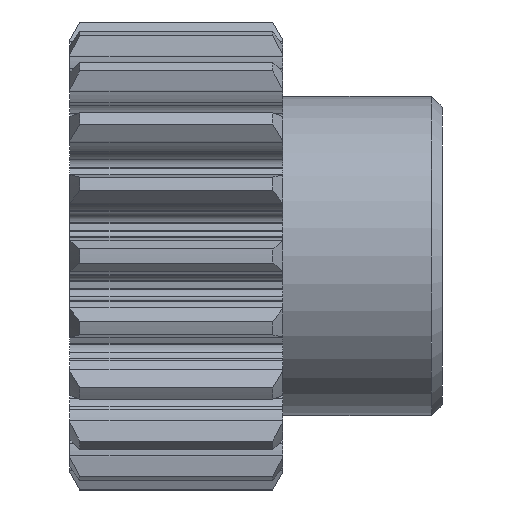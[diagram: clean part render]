
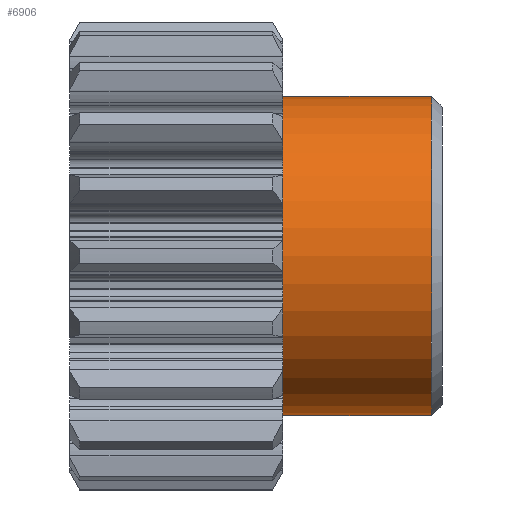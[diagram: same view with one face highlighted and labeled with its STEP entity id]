
A CAD part, front view. The second image highlights one B-rep face of the part: STEP entity #6906.
In plain terms, the highlighted cylindrical face has radius 15 mm (diameter 30 mm), a partial arc.
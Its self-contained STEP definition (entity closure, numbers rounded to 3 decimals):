
#4258=CARTESIAN_POINT('',(20.,0.,15.));
#4259=VERTEX_POINT('',#4258);
#4260=CARTESIAN_POINT('',(20.,-0.,-15.));
#4261=VERTEX_POINT('',#4260);
#4262=CARTESIAN_POINT('',(20.,0.,0.));
#4263=DIRECTION('',(1.,0.,0.));
#4264=DIRECTION('',(0.,0.,-1.));
#4265=AXIS2_PLACEMENT_3D('',#4262,#4263,#4264);
#4266=CIRCLE('',#4265,15.);
#4267=EDGE_CURVE('',#4259,#4261,#4266,.T.);
#6875=CARTESIAN_POINT('',(35.,0.,0.));
#6876=DIRECTION('',(1.,0.,0.));
#6877=DIRECTION('',(0.,0.,-1.));
#6878=AXIS2_PLACEMENT_3D('',#6875,#6876,#6877);
#6879=CYLINDRICAL_SURFACE('',#6878,15.);
#6880=CARTESIAN_POINT('',(34.,0.,15.));
#6881=VERTEX_POINT('',#6880);
#6882=CARTESIAN_POINT('',(34.,0.,15.));
#6883=DIRECTION('',(-1.,-0.,0.));
#6884=VECTOR('',#6883,14.);
#6885=LINE('',#6882,#6884);
#6886=EDGE_CURVE('',#6881,#4259,#6885,.T.);
#6887=ORIENTED_EDGE('',*,*,#6886,.T.);
#6888=ORIENTED_EDGE('',*,*,#4267,.T.);
#6889=CARTESIAN_POINT('',(34.,-0.,-15.));
#6890=VERTEX_POINT('',#6889);
#6891=CARTESIAN_POINT('',(34.,0.,-15.));
#6892=DIRECTION('',(-1.,-0.,0.));
#6893=VECTOR('',#6892,14.);
#6894=LINE('',#6891,#6893);
#6895=EDGE_CURVE('',#6890,#4261,#6894,.T.);
#6896=ORIENTED_EDGE('',*,*,#6895,.F.);
#6897=CARTESIAN_POINT('',(34.,0.,0.));
#6898=DIRECTION('',(1.,0.,0.));
#6899=DIRECTION('',(0.,0.,-1.));
#6900=AXIS2_PLACEMENT_3D('',#6897,#6898,#6899);
#6901=CIRCLE('',#6900,15.);
#6902=EDGE_CURVE('',#6881,#6890,#6901,.T.);
#6903=ORIENTED_EDGE('',*,*,#6902,.F.);
#6904=EDGE_LOOP('',(#6887,#6888,#6896,#6903));
#6905=FACE_BOUND('',#6904,.T.);
#6906=ADVANCED_FACE('',(#6905),#6879,.T.);
